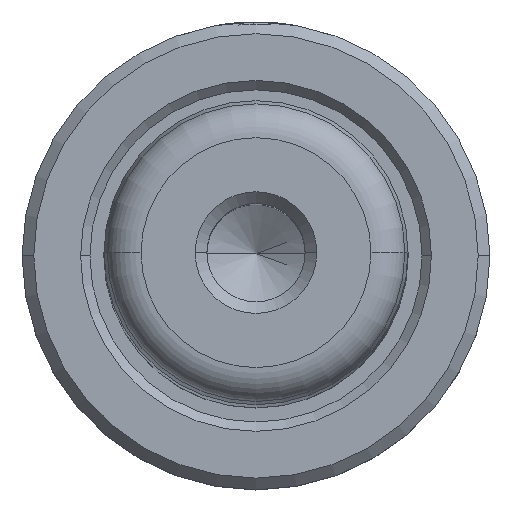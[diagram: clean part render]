
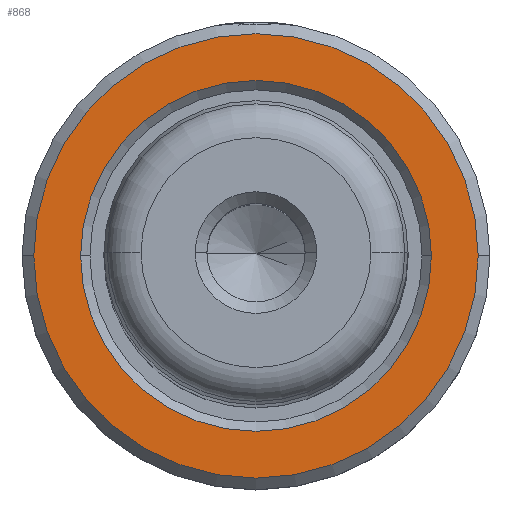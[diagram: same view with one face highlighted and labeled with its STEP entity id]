
A CAD part, top view. The second image highlights one B-rep face of the part: STEP entity #868.
In plain terms, the highlighted planar face has unit normal (0, 0, 1).
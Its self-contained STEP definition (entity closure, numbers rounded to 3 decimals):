
#40 = CARTESIAN_POINT ( 'NONE',  ( 9.5, 0., 60. ) ) ;
#134 = ORIENTED_EDGE ( 'NONE', *, *, #182, .T. ) ;
#182 = EDGE_CURVE ( 'NONE', #1737, #1668, #566, .T. ) ;
#183 = CARTESIAN_POINT ( 'NONE',  ( -9.5, 0., 60. ) ) ;
#198 = AXIS2_PLACEMENT_3D ( 'NONE', #265, #262, #258 ) ;
#258 = DIRECTION ( 'NONE',  ( -1., 0., 0. ) ) ;
#262 = DIRECTION ( 'NONE',  ( 0., 0., 1. ) ) ;
#265 = CARTESIAN_POINT ( 'NONE',  ( 0., 0., 60. ) ) ;
#275 = ORIENTED_EDGE ( 'NONE', *, *, #618, .T. ) ;
#438 = CARTESIAN_POINT ( 'NONE',  ( 6.5, 0., 60. ) ) ;
#492 = EDGE_CURVE ( 'NONE', #1668, #1737, #1246, .T. ) ;
#557 = PLANE ( 'NONE',  #2147 ) ;
#566 = CIRCLE ( 'NONE', #2158, 9.5 ) ;
#588 = CARTESIAN_POINT ( 'NONE',  ( -7.5, 0., 60. ) ) ;
#601 = DIRECTION ( 'NONE',  ( 0., 0., -1. ) ) ;
#616 = DIRECTION ( 'NONE',  ( -1., 0., 0. ) ) ;
#618 = EDGE_CURVE ( 'NONE', #873, #1801, #1568, .T. ) ;
#805 = ORIENTED_EDGE ( 'NONE', *, *, #2214, .T. ) ;
#868 = ADVANCED_FACE ( 'NONE', ( #1539, #2330 ), #557, .F. ) ;
#873 = VERTEX_POINT ( 'NONE', #588 ) ;
#937 = ORIENTED_EDGE ( 'NONE', *, *, #492, .T. ) ;
#953 = EDGE_LOOP ( 'NONE', ( #937, #134 ) ) ;
#1134 = DIRECTION ( 'NONE',  ( -1., 0., 0. ) ) ;
#1138 = DIRECTION ( 'NONE',  ( 0., 0., 1. ) ) ;
#1144 = CARTESIAN_POINT ( 'NONE',  ( 0., 0., 60. ) ) ;
#1175 = AXIS2_PLACEMENT_3D ( 'NONE', #1328, #1298, #1286 ) ;
#1246 = CIRCLE ( 'NONE', #198, 9.5 ) ;
#1286 = DIRECTION ( 'NONE',  ( -1., 0., 0. ) ) ;
#1298 = DIRECTION ( 'NONE',  ( 0., 0., -1. ) ) ;
#1328 = CARTESIAN_POINT ( 'NONE',  ( 0., 0., 60. ) ) ;
#1464 = EDGE_LOOP ( 'NONE', ( #805, #275 ) ) ;
#1481 = CARTESIAN_POINT ( 'NONE',  ( 7.5, 0., 60. ) ) ;
#1539 = FACE_BOUND ( 'NONE', #1464, .T. ) ;
#1568 = CIRCLE ( 'NONE', #1853, 7.5 ) ;
#1668 = VERTEX_POINT ( 'NONE', #183 ) ;
#1737 = VERTEX_POINT ( 'NONE', #40 ) ;
#1801 = VERTEX_POINT ( 'NONE', #1481 ) ;
#1853 = AXIS2_PLACEMENT_3D ( 'NONE', #2289, #2318, #2314 ) ;
#1902 = CIRCLE ( 'NONE', #1175, 7.5 ) ;
#2147 = AXIS2_PLACEMENT_3D ( 'NONE', #438, #601, #616 ) ;
#2158 = AXIS2_PLACEMENT_3D ( 'NONE', #1144, #1138, #1134 ) ;
#2214 = EDGE_CURVE ( 'NONE', #1801, #873, #1902, .T. ) ;
#2289 = CARTESIAN_POINT ( 'NONE',  ( 0., 0., 60. ) ) ;
#2314 = DIRECTION ( 'NONE',  ( -1., 0., 0. ) ) ;
#2318 = DIRECTION ( 'NONE',  ( 0., 0., -1. ) ) ;
#2330 = FACE_OUTER_BOUND ( 'NONE', #953, .T. ) ;
